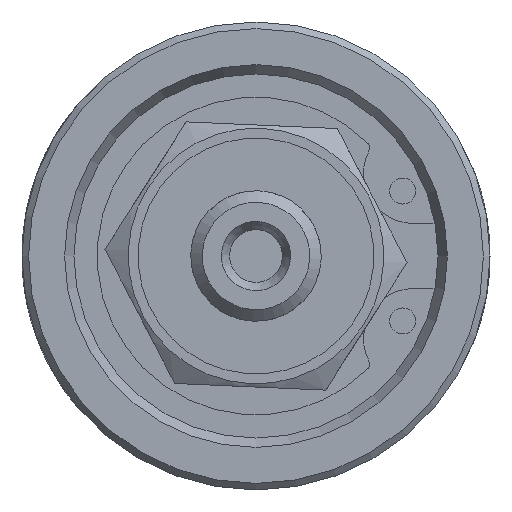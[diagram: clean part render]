
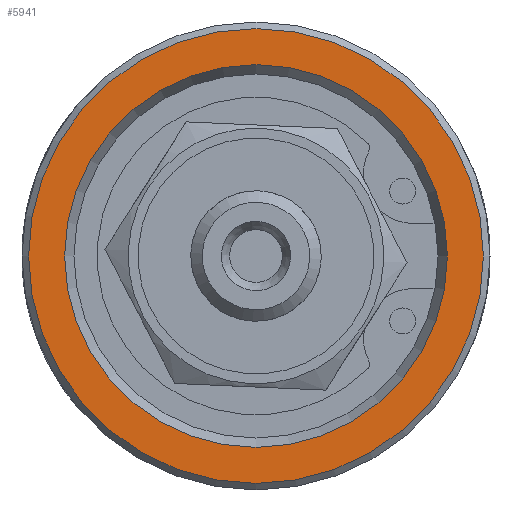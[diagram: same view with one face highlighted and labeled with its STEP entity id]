
A CAD part, left-side view. The second image highlights one B-rep face of the part: STEP entity #5941.
In plain terms, the highlighted planar face has unit normal (-1, 0, 0).
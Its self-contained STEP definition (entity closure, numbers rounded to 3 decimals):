
#109=FACE_BOUND('',#2073,.T.);
#1700=FACE_OUTER_BOUND('',#2072,.T.);
#2072=EDGE_LOOP('',(#5434));
#2073=EDGE_LOOP('',(#5435,#5436));
#2277=CIRCLE('',#6361,13.785);
#2278=CIRCLE('',#6363,11.6);
#2279=CIRCLE('',#6364,11.6);
#2863=VERTEX_POINT('',#47267);
#2864=VERTEX_POINT('',#47271);
#2865=VERTEX_POINT('',#47272);
#3726=EDGE_CURVE('',#2863,#2863,#2277,.T.);
#3727=EDGE_CURVE('',#2864,#2865,#2278,.T.);
#3728=EDGE_CURVE('',#2865,#2864,#2279,.T.);
#5434=ORIENTED_EDGE('',*,*,#3726,.F.);
#5435=ORIENTED_EDGE('',*,*,#3727,.T.);
#5436=ORIENTED_EDGE('',*,*,#3728,.T.);
#5619=PLANE('',#6362);
#5941=ADVANCED_FACE('',(#1700,#109),#5619,.T.);
#6361=AXIS2_PLACEMENT_3D('',#47269,#7486,#7487);
#6362=AXIS2_PLACEMENT_3D('',#47270,#7488,#7489);
#6363=AXIS2_PLACEMENT_3D('',#47273,#7490,#7491);
#6364=AXIS2_PLACEMENT_3D('',#47274,#7492,#7493);
#7486=DIRECTION('center_axis',(1.,0.,0.));
#7487=DIRECTION('ref_axis',(0.,-1.,0.));
#7488=DIRECTION('center_axis',(-1.,0.,0.));
#7489=DIRECTION('ref_axis',(0.,0.,1.));
#7490=DIRECTION('center_axis',(1.,0.,0.));
#7491=DIRECTION('ref_axis',(0.,1.,0.));
#7492=DIRECTION('center_axis',(1.,0.,0.));
#7493=DIRECTION('ref_axis',(0.,1.,0.));
#47267=CARTESIAN_POINT('',(0.,13.785,0.));
#47269=CARTESIAN_POINT('Origin',(0.,0.,0.));
#47270=CARTESIAN_POINT('Origin',(0.,7.093,0.));
#47271=CARTESIAN_POINT('',(0.,11.6,0.));
#47272=CARTESIAN_POINT('',(0.,-11.6,0.));
#47273=CARTESIAN_POINT('Origin',(0.,0.,0.));
#47274=CARTESIAN_POINT('Origin',(0.,0.,0.));
